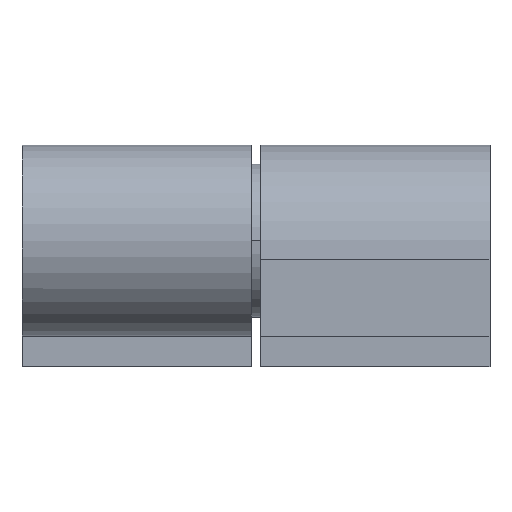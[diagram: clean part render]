
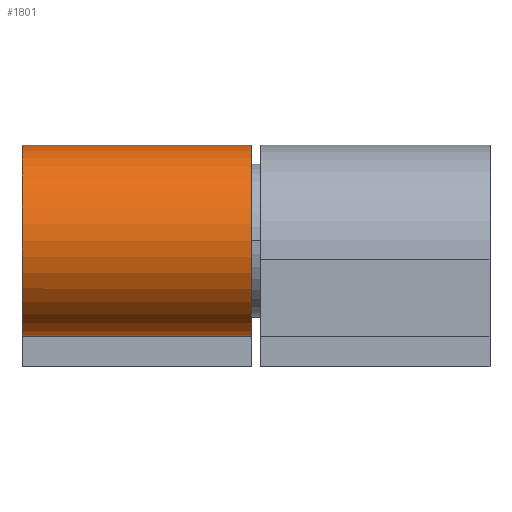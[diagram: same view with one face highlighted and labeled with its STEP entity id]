
A CAD part, left-side view. The second image highlights one B-rep face of the part: STEP entity #1801.
In plain terms, the highlighted cylindrical face has radius 0.312 mm (diameter 0.625 mm), a partial arc.
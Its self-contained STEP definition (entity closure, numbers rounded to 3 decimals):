
#1614=CARTESIAN_POINT('',(0.78,1.155,0.625));
#1615=VERTEX_POINT('',#1614);
#1622=CARTESIAN_POINT('',(0.78,0.405,0.625));
#1623=VERTEX_POINT('',#1622);
#1624=CARTESIAN_POINT('',(0.78,0.405,0.625));
#1625=DIRECTION('',(0.0,1.0,0.0));
#1626=VECTOR('',#1625,0.75);
#1627=LINE('',#1624,#1626);
#1628=EDGE_CURVE('',#1623,#1615,#1627,.T.);
#1769=CARTESIAN_POINT('',(0.78,0.405,0.313));
#1770=DIRECTION('',(0.,1.0,0.));
#1771=DIRECTION('',(-1.0,0.0,0.0));
#1772=AXIS2_PLACEMENT_3D('',#1769,#1770,#1771);
#1773=CYLINDRICAL_SURFACE('',#1772,0.313);
#1774=CARTESIAN_POINT('',(0.78,1.155,0.));
#1775=VERTEX_POINT('',#1774);
#1776=CARTESIAN_POINT('',(0.78,1.155,0.313));
#1777=DIRECTION('',(0.0,-1.0,0.0));
#1778=DIRECTION('',(-1.0,0.0,0.0));
#1779=AXIS2_PLACEMENT_3D('',#1776,#1777,#1778);
#1780=CIRCLE('',#1779,0.313);
#1781=EDGE_CURVE('',#1615,#1775,#1780,.T.);
#1782=ORIENTED_EDGE('',*,*,#1781,.T.);
#1783=CARTESIAN_POINT('',(0.78,0.405,0.));
#1784=VERTEX_POINT('',#1783);
#1785=CARTESIAN_POINT('',(0.78,0.405,0.));
#1786=DIRECTION('',(0.0,1.0,0.0));
#1787=VECTOR('',#1786,0.75);
#1788=LINE('',#1785,#1787);
#1789=EDGE_CURVE('',#1784,#1775,#1788,.T.);
#1790=ORIENTED_EDGE('',*,*,#1789,.F.);
#1791=CARTESIAN_POINT('',(0.78,0.405,0.313));
#1792=DIRECTION('',(0.0,1.0,0.0));
#1793=DIRECTION('',(-1.0,0.0,0.0));
#1794=AXIS2_PLACEMENT_3D('',#1791,#1792,#1793);
#1795=CIRCLE('',#1794,0.313);
#1796=EDGE_CURVE('',#1784,#1623,#1795,.T.);
#1797=ORIENTED_EDGE('',*,*,#1796,.T.);
#1798=ORIENTED_EDGE('',*,*,#1628,.T.);
#1799=EDGE_LOOP('',(#1782,#1790,#1797,#1798));
#1800=FACE_OUTER_BOUND('',#1799,.T.);
#1801=ADVANCED_FACE('',(#1800),#1773,.T.);
